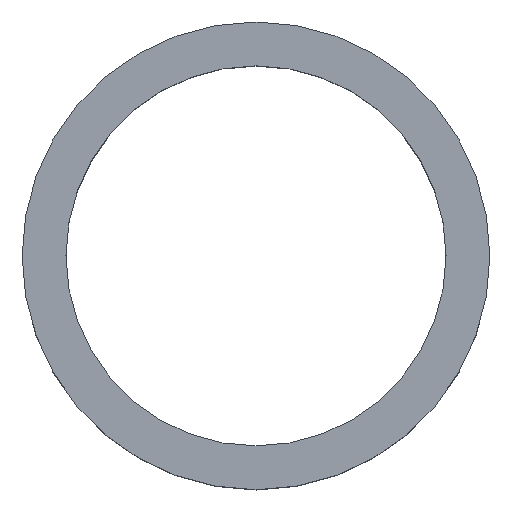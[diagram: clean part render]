
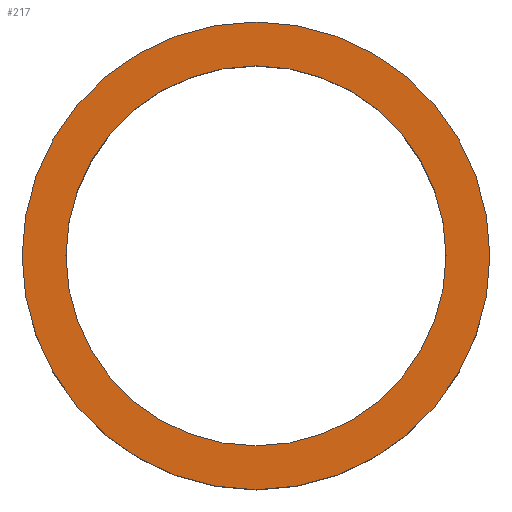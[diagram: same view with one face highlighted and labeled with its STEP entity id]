
A CAD part, top view. The second image highlights one B-rep face of the part: STEP entity #217.
In plain terms, the highlighted planar face has unit normal (0, 0, 1).
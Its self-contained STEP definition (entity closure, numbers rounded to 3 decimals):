
#21 = CARTESIAN_POINT ( 'NONE',  ( 0., 0., 2.5 ) ) ;
#22 = EDGE_LOOP ( 'NONE', ( #39, #412 ) ) ;
#39 = ORIENTED_EDGE ( 'NONE', *, *, #285, .F. ) ;
#72 = DIRECTION ( 'NONE',  ( -1., 0., 0. ) ) ;
#90 = FACE_BOUND ( 'NONE', #458, .T. ) ;
#92 = ORIENTED_EDGE ( 'NONE', *, *, #227, .T. ) ;
#93 = AXIS2_PLACEMENT_3D ( 'NONE', #211, #348, #207 ) ;
#106 = EDGE_CURVE ( 'NONE', #407, #262, #277, .T. ) ;
#107 = CARTESIAN_POINT ( 'NONE',  ( 6.5, 0., 2.5 ) ) ;
#108 = EDGE_CURVE ( 'NONE', #377, #353, #209, .T. ) ;
#129 = AXIS2_PLACEMENT_3D ( 'NONE', #21, #358, #234 ) ;
#139 = AXIS2_PLACEMENT_3D ( 'NONE', #280, #468, #72 ) ;
#140 = CARTESIAN_POINT ( 'NONE',  ( 0., 0., 2.5 ) ) ;
#142 = FACE_OUTER_BOUND ( 'NONE', #22, .T. ) ;
#153 = CARTESIAN_POINT ( 'NONE',  ( -6.5, 0., 2.5 ) ) ;
#160 = PLANE ( 'NONE',  #93 ) ;
#170 = DIRECTION ( 'NONE',  ( -1., 0., 0. ) ) ;
#198 = DIRECTION ( 'NONE',  ( 0., 0., -1. ) ) ;
#207 = DIRECTION ( 'NONE',  ( 1., 0., 0. ) ) ;
#209 = CIRCLE ( 'NONE', #129, 8. ) ;
#211 = CARTESIAN_POINT ( 'NONE',  ( 0., 8., 2.5 ) ) ;
#217 = ADVANCED_FACE ( 'NONE', ( #90, #142 ), #160, .T. ) ;
#224 = AXIS2_PLACEMENT_3D ( 'NONE', #263, #198, #265 ) ;
#227 = EDGE_CURVE ( 'NONE', #262, #407, #339, .T. ) ;
#234 = DIRECTION ( 'NONE',  ( -1., 0., 0. ) ) ;
#262 = VERTEX_POINT ( 'NONE', #107 ) ;
#263 = CARTESIAN_POINT ( 'NONE',  ( 0., 0., 2.5 ) ) ;
#265 = DIRECTION ( 'NONE',  ( -1., 0., 0. ) ) ;
#277 = CIRCLE ( 'NONE', #224, 6.5 ) ;
#280 = CARTESIAN_POINT ( 'NONE',  ( 0., 0., 2.5 ) ) ;
#285 = EDGE_CURVE ( 'NONE', #353, #377, #409, .T. ) ;
#293 = AXIS2_PLACEMENT_3D ( 'NONE', #140, #386, #170 ) ;
#339 = CIRCLE ( 'NONE', #139, 6.5 ) ;
#348 = DIRECTION ( 'NONE',  ( 0., 0., 1. ) ) ;
#353 = VERTEX_POINT ( 'NONE', #415 ) ;
#358 = DIRECTION ( 'NONE',  ( 0., 0., -1. ) ) ;
#377 = VERTEX_POINT ( 'NONE', #463 ) ;
#386 = DIRECTION ( 'NONE',  ( 0., 0., -1. ) ) ;
#407 = VERTEX_POINT ( 'NONE', #153 ) ;
#409 = CIRCLE ( 'NONE', #293, 8. ) ;
#411 = ORIENTED_EDGE ( 'NONE', *, *, #106, .T. ) ;
#412 = ORIENTED_EDGE ( 'NONE', *, *, #108, .F. ) ;
#415 = CARTESIAN_POINT ( 'NONE',  ( -8., 0., 2.5 ) ) ;
#458 = EDGE_LOOP ( 'NONE', ( #411, #92 ) ) ;
#463 = CARTESIAN_POINT ( 'NONE',  ( 8., 0., 2.5 ) ) ;
#468 = DIRECTION ( 'NONE',  ( 0., 0., -1. ) ) ;
